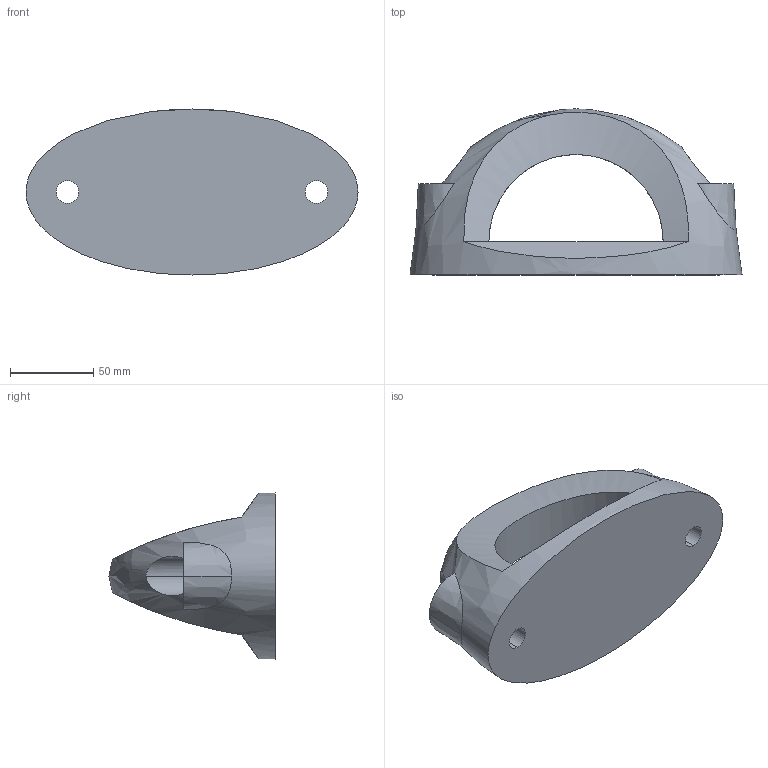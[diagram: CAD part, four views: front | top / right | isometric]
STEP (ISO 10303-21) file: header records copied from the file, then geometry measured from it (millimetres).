
FILE_DESCRIPTION (( 'STEP AP214' ), '1' );
FILE_NAME ('Part18.STEP', '2025-03-03T12:51:31', ( '' ), ( '' ), 'SwSTEP 2.0', 'SolidWorks 2024', '' );
FILE_SCHEMA (( 'AUTOMOTIVE_DESIGN' ));
Length unit declared in the file: millimetre
Products named in the file (1): Part18
Bounding box: 200 x 100 x 100 mm (x, y, z)
Volume: 567835.7 mm3; surface area: 70561.5 mm2
Topology: 1 solids, 1 shells, 31 faces, 73 edges, 44 vertices
Faces by surface type: cylinder 12, cone 10, plane 8, bspline 1
Entity records: 1547 total; most frequent: CARTESIAN_POINT 825, DIRECTION 147, ORIENTED_EDGE 142, EDGE_CURVE 71, AXIS2_PLACEMENT_3D 64, VERTEX_POINT 44, EDGE_LOOP 39, CIRCLE 33
